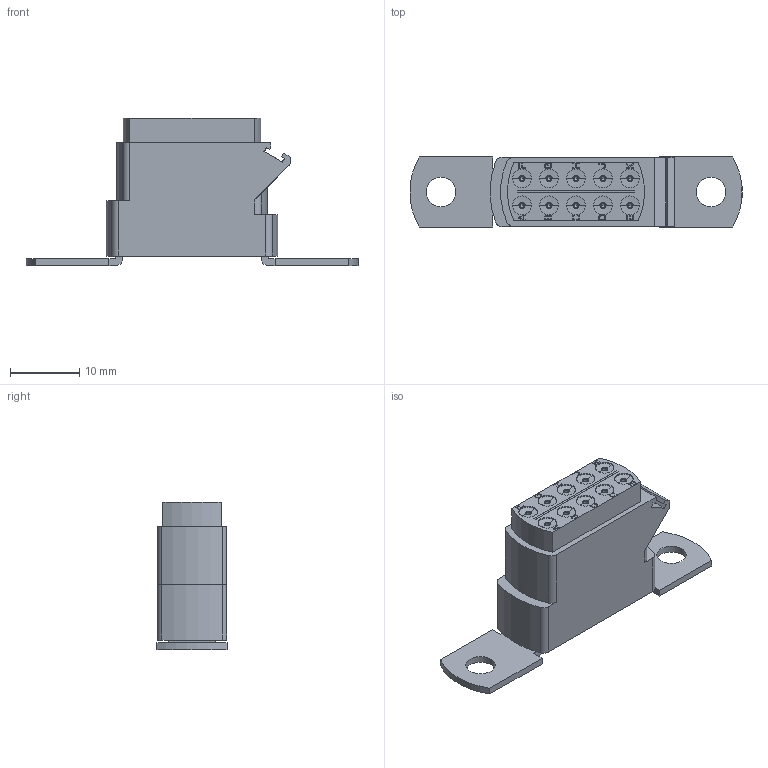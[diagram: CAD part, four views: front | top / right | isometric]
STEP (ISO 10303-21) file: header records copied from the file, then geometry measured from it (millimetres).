
FILE_DESCRIPTION((''),'2;1');
FILE_NAME('00111820202','2020-02-11T',('presta_be4'),(''),'CREO PARAMETRIC BY PTC INC, 2018360','CREO PARAMETRIC BY PTC INC, 2018360','');
FILE_SCHEMA(('CONFIG_CONTROL_DESIGN'));
Length unit declared in the file: millimetre
Products named in the file (1): 00111820202
Bounding box: 47.96 x 10.11 x 21.34 mm (x, y, z)
Volume: 3588 mm3; surface area: 6209.6 mm2
Topology: 1 solids, 1 shells, 2263 faces, 6170 edges, 3956 vertices
Faces by surface type: plane 1272, cylinder 367, torus 324, cone 300
Entity records: 80319 total; most frequent: CARTESIAN_POINT 23031, ORIENTED_EDGE 12300, DIRECTION 11840, EDGE_CURVE 6150, AXIS2_PLACEMENT_3D 4384, VERTEX_POINT 3956, VECTOR 3072, LINE 3072
